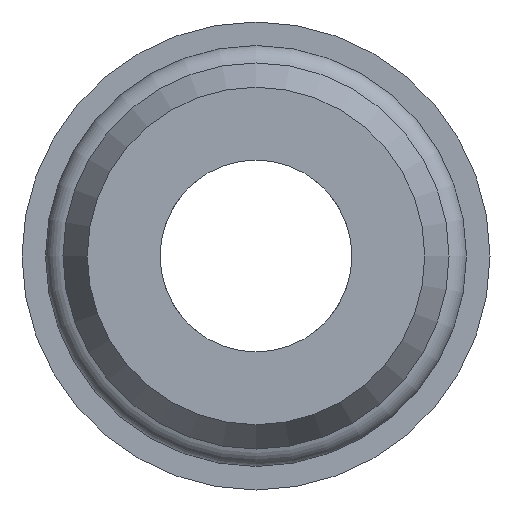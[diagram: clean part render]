
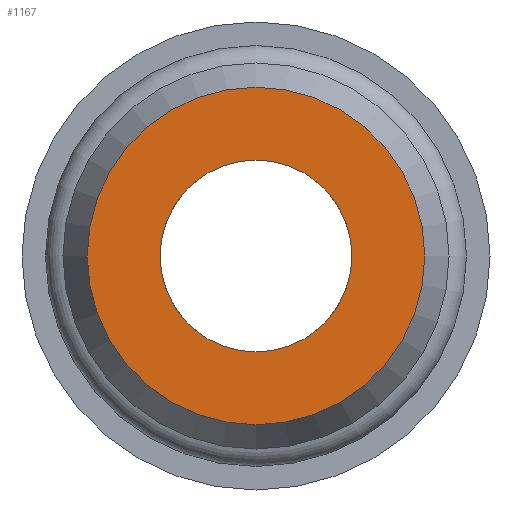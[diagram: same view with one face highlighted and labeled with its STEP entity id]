
A CAD part, front view. The second image highlights one B-rep face of the part: STEP entity #1167.
In plain terms, the highlighted planar face has unit normal (0, -1, 0).
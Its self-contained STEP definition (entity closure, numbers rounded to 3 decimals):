
#207=ORIENTED_EDGE('',*,*,#411,.T.);
#208=ORIENTED_EDGE('',*,*,#412,.F.);
#411=EDGE_CURVE('',#510,#510,#551,.T.);
#412=EDGE_CURVE('',#511,#511,#552,.T.);
#510=VERTEX_POINT('',#1678);
#511=VERTEX_POINT('',#1680);
#551=CIRCLE('',#1232,7.211);
#552=CIRCLE('',#1233,4.1);
#603=EDGE_LOOP('',(#207));
#604=EDGE_LOOP('',(#208));
#681=FACE_BOUND('',#603,.T.);
#682=FACE_BOUND('',#604,.T.);
#757=PLANE('',#1231);
#1167=ADVANCED_FACE('',(#681,#682),#757,.T.);
#1231=AXIS2_PLACEMENT_3D('',#1676,#1377,#1378);
#1232=AXIS2_PLACEMENT_3D('',#1677,#1379,#1380);
#1233=AXIS2_PLACEMENT_3D('',#1679,#1381,#1382);
#1377=DIRECTION('',(0.,-1.,0.));
#1378=DIRECTION('',(0.,0.,-1.));
#1379=DIRECTION('',(0.,-1.,0.));
#1380=DIRECTION('',(0.,0.,-1.));
#1381=DIRECTION('',(0.,-1.,0.));
#1382=DIRECTION('',(0.,0.,-1.));
#1676=CARTESIAN_POINT('',(0.,0.,0.));
#1677=CARTESIAN_POINT('',(0.,0.,0.));
#1678=CARTESIAN_POINT('',(0.,0.,-7.211));
#1679=CARTESIAN_POINT('',(0.,0.,0.));
#1680=CARTESIAN_POINT('',(0.,0.,-4.1));
